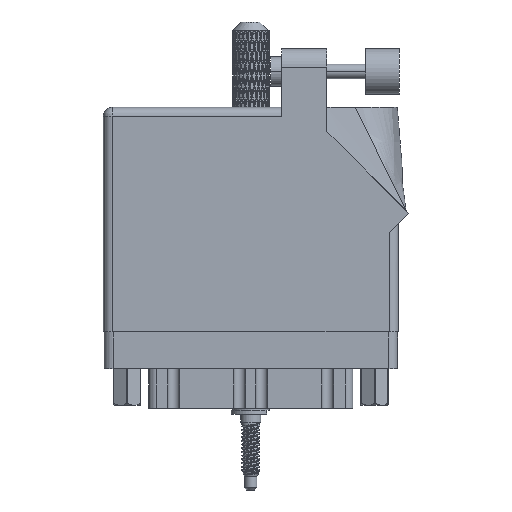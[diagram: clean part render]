
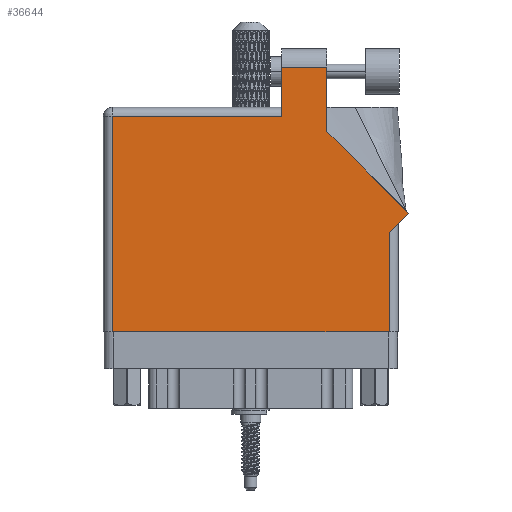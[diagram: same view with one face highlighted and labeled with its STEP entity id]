
A CAD part, front view. The second image highlights one B-rep face of the part: STEP entity #36644.
In plain terms, the highlighted face is planar.
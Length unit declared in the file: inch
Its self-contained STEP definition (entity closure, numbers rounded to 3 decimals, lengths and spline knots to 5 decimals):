
#296 = CARTESIAN_POINT ( 'NONE',  ( 0.062, 0., 0. ) ) ;
#3229 = EDGE_CURVE ( 'NONE', #38952, #64517, #33403, .T. ) ;
#5680 = LINE ( 'NONE', #16589, #83610 ) ;
#6861 = DIRECTION ( 'NONE',  ( 0., 1., 0. ) ) ;
#7007 = DIRECTION ( 'NONE',  ( 0., 1., 0. ) ) ;
#7905 = VERTEX_POINT ( 'NONE', #21730 ) ;
#10766 = DIRECTION ( 'NONE',  ( -1., 0., 0. ) ) ;
#11037 = ORIENTED_EDGE ( 'NONE', *, *, #50669, .T. ) ;
#13048 = FACE_OUTER_BOUND ( 'NONE', #32345, .T. ) ;
#13423 = ORIENTED_EDGE ( 'NONE', *, *, #95726, .T. ) ;
#14053 = ORIENTED_EDGE ( 'NONE', *, *, #98841, .T. ) ;
#14570 = DIRECTION ( 'NONE',  ( 1., 0., 0. ) ) ;
#16589 = CARTESIAN_POINT ( 'NONE',  ( 1.217, 1.53, 0. ) ) ;
#20240 = VERTEX_POINT ( 'NONE', #296 ) ;
#20517 = CARTESIAN_POINT ( 'NONE',  ( 1.217, 1.468, 0. ) ) ;
#21009 = DIRECTION ( 'NONE',  ( -1., 0., 0. ) ) ;
#21269 = CARTESIAN_POINT ( 'NONE',  ( 2.01, 0.737, 0. ) ) ;
#21730 = CARTESIAN_POINT ( 'NONE',  ( 1.948, 0., 0. ) ) ;
#22431 = LINE ( 'NONE', #82551, #74785 ) ;
#24628 = ORIENTED_EDGE ( 'NONE', *, *, #62232, .T. ) ;
#31518 = DIRECTION ( 'NONE',  ( 0., -1., 0. ) ) ;
#32345 = EDGE_LOOP ( 'NONE', ( #98494, #87849, #11037, #14053, #13423, #78296, #24628, #74638, #93979 ) ) ;
#33403 = LINE ( 'NONE', #76932, #78556 ) ;
#34573 = VERTEX_POINT ( 'NONE', #74783 ) ;
#36644 = ADVANCED_FACE ( 'NONE', ( #13048 ), #39416, .F. ) ;
#37734 = DIRECTION ( 'NONE',  ( -1., 0., 0. ) ) ;
#38438 = LINE ( 'NONE', #21269, #107009 ) ;
#38952 = VERTEX_POINT ( 'NONE', #93504 ) ;
#39416 = PLANE ( 'NONE',  #66444 ) ;
#39513 = VERTEX_POINT ( 'NONE', #72574 ) ;
#41010 = LINE ( 'NONE', #75946, #79115 ) ;
#43003 = CARTESIAN_POINT ( 'NONE',  ( 1.948, 0.737, 0. ) ) ;
#43656 = EDGE_CURVE ( 'NONE', #72791, #39513, #38438, .T. ) ;
#43983 = EDGE_CURVE ( 'NONE', #64517, #86709, #98380, .T. ) ;
#46326 = DIRECTION ( 'NONE',  ( 0., 0., -1. ) ) ;
#50669 = EDGE_CURVE ( 'NONE', #86709, #102282, #5680, .T. ) ;
#51040 = LINE ( 'NONE', #43003, #93061 ) ;
#58132 = LINE ( 'NONE', #93005, #97114 ) ;
#62232 = EDGE_CURVE ( 'NONE', #7905, #72791, #51040, .T. ) ;
#63027 = EDGE_CURVE ( 'NONE', #39513, #38952, #22431, .T. ) ;
#64034 = CARTESIAN_POINT ( 'NONE',  ( 0., 1.468, 0. ) ) ;
#64517 = VERTEX_POINT ( 'NONE', #83423 ) ;
#66444 = AXIS2_PLACEMENT_3D ( 'NONE', #89261, #46326, #10766 ) ;
#67014 = VECTOR ( 'NONE', #37734, 39.37008 ) ;
#72574 = CARTESIAN_POINT ( 'NONE',  ( 2.08071, 0.80771, 0. ) ) ;
#72791 = VERTEX_POINT ( 'NONE', #84725 ) ;
#73041 = EDGE_CURVE ( 'NONE', #20240, #7905, #58132, .T. ) ;
#74638 = ORIENTED_EDGE ( 'NONE', *, *, #43656, .T. ) ;
#74783 = CARTESIAN_POINT ( 'NONE',  ( 0.062, 1.468, 0. ) ) ;
#74785 = VECTOR ( 'NONE', #75097, 39.37008 ) ;
#75097 = DIRECTION ( 'NONE',  ( -0.707, 0.707, 0. ) ) ;
#75946 = CARTESIAN_POINT ( 'NONE',  ( 0.062, 0., 0. ) ) ;
#76932 = CARTESIAN_POINT ( 'NONE',  ( 1.524, 1.36442, 0. ) ) ;
#78296 = ORIENTED_EDGE ( 'NONE', *, *, #73041, .T. ) ;
#78556 = VECTOR ( 'NONE', #7007, 39.37008 ) ;
#79115 = VECTOR ( 'NONE', #110798, 39.37008 ) ;
#82551 = CARTESIAN_POINT ( 'NONE',  ( 2.08071, 0.80771, 0. ) ) ;
#83423 = CARTESIAN_POINT ( 'NONE',  ( 1.524, 1.805, 0. ) ) ;
#83610 = VECTOR ( 'NONE', #31518, 39.37008 ) ;
#84725 = CARTESIAN_POINT ( 'NONE',  ( 1.948, 0.675, 0. ) ) ;
#86709 = VERTEX_POINT ( 'NONE', #90684 ) ;
#87849 = ORIENTED_EDGE ( 'NONE', *, *, #43983, .T. ) ;
#89164 = LINE ( 'NONE', #64034, #99484 ) ;
#89261 = CARTESIAN_POINT ( 'NONE',  ( 0., 1.53, 0. ) ) ;
#89965 = DIRECTION ( 'NONE',  ( 0.707, 0.707, 0. ) ) ;
#90684 = CARTESIAN_POINT ( 'NONE',  ( 1.217, 1.805, 0. ) ) ;
#93005 = CARTESIAN_POINT ( 'NONE',  ( 0., 0., 0. ) ) ;
#93061 = VECTOR ( 'NONE', #6861, 39.37008 ) ;
#93504 = CARTESIAN_POINT ( 'NONE',  ( 1.524, 1.36442, 0. ) ) ;
#93979 = ORIENTED_EDGE ( 'NONE', *, *, #63027, .T. ) ;
#95726 = EDGE_CURVE ( 'NONE', #34573, #20240, #41010, .T. ) ;
#97114 = VECTOR ( 'NONE', #14570, 39.37008 ) ;
#98380 = LINE ( 'NONE', #108098, #67014 ) ;
#98494 = ORIENTED_EDGE ( 'NONE', *, *, #3229, .T. ) ;
#98841 = EDGE_CURVE ( 'NONE', #102282, #34573, #89164, .T. ) ;
#99484 = VECTOR ( 'NONE', #21009, 39.37008 ) ;
#102282 = VERTEX_POINT ( 'NONE', #20517 ) ;
#107009 = VECTOR ( 'NONE', #89965, 39.37008 ) ;
#108098 = CARTESIAN_POINT ( 'NONE',  ( 1.217, 1.805, 0. ) ) ;
#110798 = DIRECTION ( 'NONE',  ( 0., -1., 0. ) ) ;
